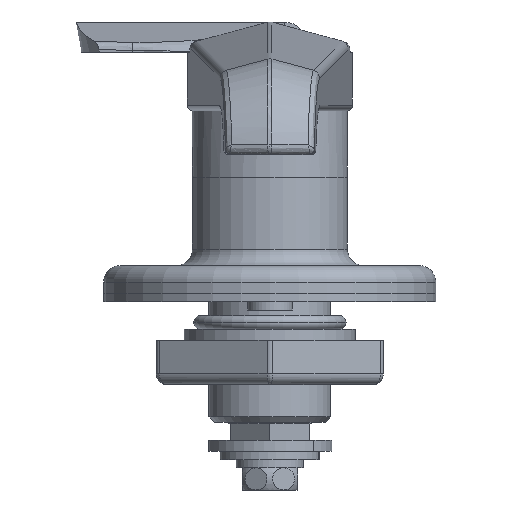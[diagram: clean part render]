
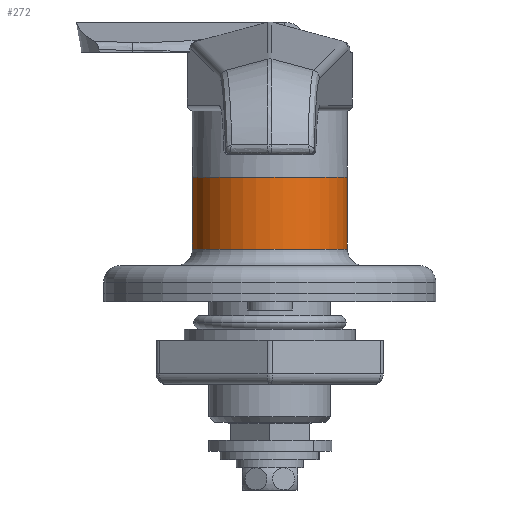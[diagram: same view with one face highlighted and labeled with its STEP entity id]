
A CAD part, front view. The second image highlights one B-rep face of the part: STEP entity #272.
In plain terms, the highlighted cylindrical face has radius 14 mm (diameter 28 mm), a partial arc.
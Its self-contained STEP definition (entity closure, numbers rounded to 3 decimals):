
#44 = EDGE_LOOP ( 'NONE', ( #711, #712, #713, #714 ) ) ;
#175 = EDGE_CURVE ( 'NONE', #3728, #3831, #4196, .T. ) ;
#187 = EDGE_CURVE ( 'NONE', #3728, #3806, #4213, .T. ) ;
#189 = EDGE_CURVE ( 'NONE', #3831, #3726, #4215, .T. ) ;
#272 = ADVANCED_FACE ( 'NONE', ( #4239 ), #4246, .T. ) ;
#711 = ORIENTED_EDGE ( 'NONE', *, *, #187, .F. ) ;
#712 = ORIENTED_EDGE ( 'NONE', *, *, #175, .T. ) ;
#713 = ORIENTED_EDGE ( 'NONE', *, *, #189, .T. ) ;
#714 = ORIENTED_EDGE ( 'NONE', *, *, #925, .F. ) ;
#925 = EDGE_CURVE ( 'NONE', #3806, #3726, #5350, .T. ) ;
#3500 = AXIS2_PLACEMENT_3D ( 'NONE', #4277, #4278, #4279 ) ;
#3519 = AXIS2_PLACEMENT_3D ( 'NONE', #4365, #4364, #4359 ) ;
#3726 = VERTEX_POINT ( 'NONE', #13022 ) ;
#3728 = VERTEX_POINT ( 'NONE', #13024 ) ;
#3806 = VERTEX_POINT ( 'NONE', #13102 ) ;
#3831 = VERTEX_POINT ( 'NONE', #13127 ) ;
#4196 = CIRCLE ( 'NONE', #3500, 14. ) ;
#4213 = LINE ( 'NONE', #4306, #4217 ) ;
#4215 = LINE ( 'NONE', #4311, #4220 ) ;
#4217 = VECTOR ( 'NONE', #4303, 1000. ) ;
#4220 = VECTOR ( 'NONE', #4305, 1000. ) ;
#4239 = FACE_OUTER_BOUND ( 'NONE', #44, .T. ) ;
#4246 = CYLINDRICAL_SURFACE ( 'NONE', #3519, 14. ) ;
#4277 = CARTESIAN_POINT ( 'NONE',  ( -8., 0., 0. ) ) ;
#4278 = DIRECTION ( 'NONE',  ( -1., 0., 0. ) ) ;
#4279 = DIRECTION ( 'NONE',  ( 0., 0., -1. ) ) ;
#4303 = DIRECTION ( 'NONE',  ( -1., 0., 0. ) ) ;
#4305 = DIRECTION ( 'NONE',  ( -1., 0., 0. ) ) ;
#4306 = CARTESIAN_POINT ( 'NONE',  ( -19.826, 0., -14. ) ) ;
#4311 = CARTESIAN_POINT ( 'NONE',  ( -19.826, 0., 14. ) ) ;
#4359 = DIRECTION ( 'NONE',  ( 0., 0., 1. ) ) ;
#4364 = DIRECTION ( 'NONE',  ( -1., 0., 0. ) ) ;
#4365 = CARTESIAN_POINT ( 'NONE',  ( -19.826, 0., 0. ) ) ;
#5350 = CIRCLE ( 'NONE', #8351, 14. ) ;
#8351 = AXIS2_PLACEMENT_3D ( 'NONE', #8562, #8563, #8564 ) ;
#8562 = CARTESIAN_POINT ( 'NONE',  ( -21., 0., 0. ) ) ;
#8563 = DIRECTION ( 'NONE',  ( -1., 0., 0. ) ) ;
#8564 = DIRECTION ( 'NONE',  ( 0., 0., 1. ) ) ;
#13022 = CARTESIAN_POINT ( 'NONE',  ( -21., 0., 14. ) ) ;
#13024 = CARTESIAN_POINT ( 'NONE',  ( -8., 0., -14. ) ) ;
#13102 = CARTESIAN_POINT ( 'NONE',  ( -21., 0., -14. ) ) ;
#13127 = CARTESIAN_POINT ( 'NONE',  ( -8., 0., 14. ) ) ;
